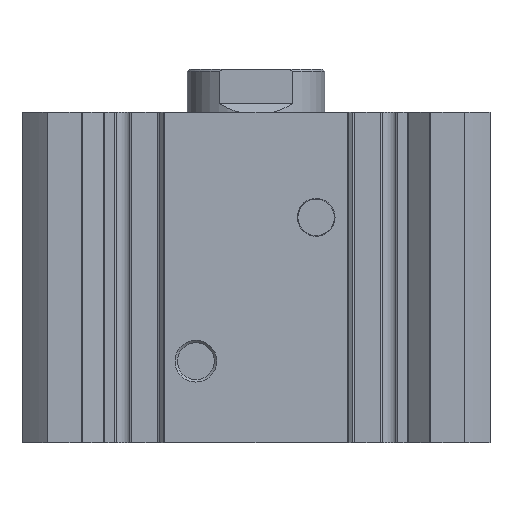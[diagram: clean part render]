
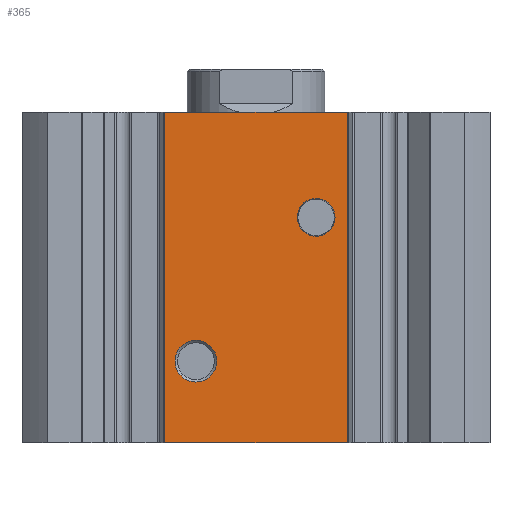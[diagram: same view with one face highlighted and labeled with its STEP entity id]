
A CAD part, left-side view. The second image highlights one B-rep face of the part: STEP entity #365.
In plain terms, the highlighted planar face has unit normal (-1, 0, 0).
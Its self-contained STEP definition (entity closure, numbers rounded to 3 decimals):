
#365 = ADVANCED_FACE( '', ( #846, #847, #848 ), #849, .T. );
#846 = FACE_BOUND( '', #1435, .T. );
#847 = FACE_BOUND( '', #1436, .T. );
#848 = FACE_OUTER_BOUND( '', #1437, .T. );
#849 = PLANE( '', #1438 );
#1435 = EDGE_LOOP( '', ( #3328 ) );
#1436 = EDGE_LOOP( '', ( #3329 ) );
#1437 = EDGE_LOOP( '', ( #3330, #3331, #3332, #3333 ) );
#1438 = AXIS2_PLACEMENT_3D( '', #3334, #3335, #3336 );
#3328 = ORIENTED_EDGE( '', *, *, #4276, .T. );
#3329 = ORIENTED_EDGE( '', *, *, #4277, .T. );
#3330 = ORIENTED_EDGE( '', *, *, #3916, .F. );
#3331 = ORIENTED_EDGE( '', *, *, #4097, .F. );
#3332 = ORIENTED_EDGE( '', *, *, #3733, .T. );
#3333 = ORIENTED_EDGE( '', *, *, #4275, .T. );
#3334 = CARTESIAN_POINT( '', ( -59., 21.221, -77. ) );
#3335 = DIRECTION( '', ( -1., 0., 0. ) );
#3336 = DIRECTION( '', ( 0., 0., 1. ) );
#3733 = EDGE_CURVE( '', #4427, #4428, #4429, .T. );
#3916 = EDGE_CURVE( '', #4793, #4794, #4795, .T. );
#4097 = EDGE_CURVE( '', #4427, #4793, #5154, .T. );
#4275 = EDGE_CURVE( '', #4428, #4794, #5332, .T. );
#4276 = EDGE_CURVE( '', #5333, #5333, #5334, .T. );
#4277 = EDGE_CURVE( '', #5335, #5335, #5336, .T. );
#4427 = VERTEX_POINT( '', #5537 );
#4428 = VERTEX_POINT( '', #5538 );
#4429 = LINE( '', #5539, #5540 );
#4793 = VERTEX_POINT( '', #5993 );
#4794 = VERTEX_POINT( '', #5994 );
#4795 = LINE( '', #5995, #5996 );
#5154 = LINE( '', #6445, #6446 );
#5332 = LINE( '', #6801, #6802 );
#5333 = VERTEX_POINT( '', #6803 );
#5334 = CIRCLE( '', #6804, 4.408 );
#5335 = VERTEX_POINT( '', #6805 );
#5336 = CIRCLE( '', #6806, 4.864 );
#5537 = CARTESIAN_POINT( '', ( -59., 21.221, -77. ) );
#5538 = CARTESIAN_POINT( '', ( -59., -21.221, -77. ) );
#5539 = CARTESIAN_POINT( '', ( -59., 21.221, -77. ) );
#5540 = VECTOR( '', #7068, 1000. );
#5993 = CARTESIAN_POINT( '', ( -59., 21.221, 0. ) );
#5994 = CARTESIAN_POINT( '', ( -59., -21.221, 0. ) );
#5995 = CARTESIAN_POINT( '', ( -59., 21.221, 0. ) );
#5996 = VECTOR( '', #7437, 1000. );
#6445 = CARTESIAN_POINT( '', ( -59., 21.221, -77. ) );
#6446 = VECTOR( '', #7798, 1000. );
#6801 = CARTESIAN_POINT( '', ( -59., -21.221, -77. ) );
#6802 = VECTOR( '', #7976, 1000. );
#6803 = CARTESIAN_POINT( '', ( -59., -14., -28.908 ) );
#6804 = AXIS2_PLACEMENT_3D( '', #7977, #7978, #7979 );
#6805 = CARTESIAN_POINT( '', ( -59., 14., -62.864 ) );
#6806 = AXIS2_PLACEMENT_3D( '', #7980, #7981, #7982 );
#7068 = DIRECTION( '', ( 0., -1., 0. ) );
#7437 = DIRECTION( '', ( 0., -1., 0. ) );
#7798 = DIRECTION( '', ( 0., 0., 1. ) );
#7976 = DIRECTION( '', ( 0., 0., 1. ) );
#7977 = CARTESIAN_POINT( '', ( -59., -14., -24.5 ) );
#7978 = DIRECTION( '', ( 1., 0., 0. ) );
#7979 = DIRECTION( '', ( 0., 0., -1. ) );
#7980 = CARTESIAN_POINT( '', ( -59., 14., -58. ) );
#7981 = DIRECTION( '', ( 1., 0., 0. ) );
#7982 = DIRECTION( '', ( 0., 0., -1. ) );
